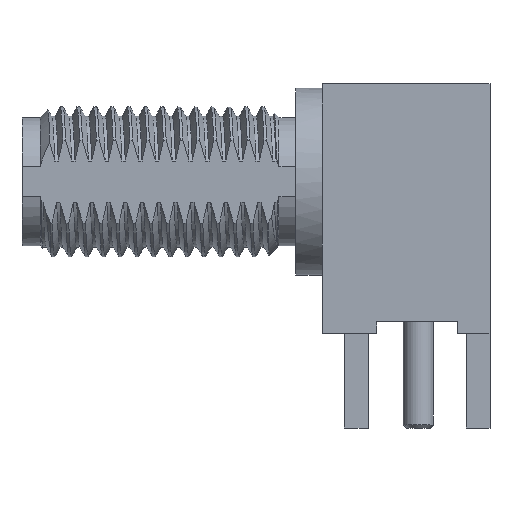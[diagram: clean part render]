
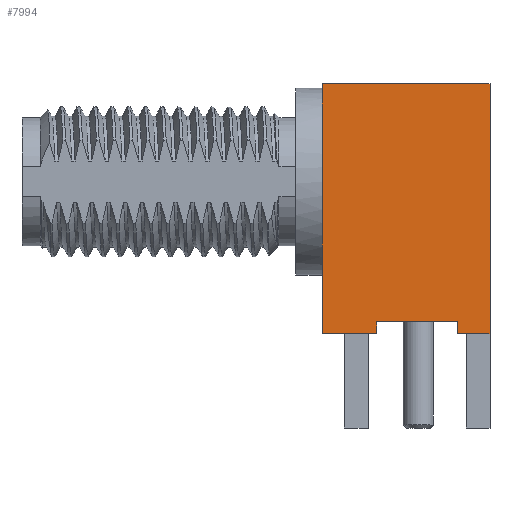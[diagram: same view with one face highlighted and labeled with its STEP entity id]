
A CAD part, top view. The second image highlights one B-rep face of the part: STEP entity #7994.
In plain terms, the highlighted planar face has unit normal (0, 0, 1).
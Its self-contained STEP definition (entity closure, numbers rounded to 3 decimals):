
#2054=DIRECTION('',(0.,1.,0.));
#2055=VECTOR('',#2054,2.37);
#2056=CARTESIAN_POINT('',(9.502,1.72,3.5));
#2057=LINE('',#2056,#2055);
#2134=DIRECTION('',(0.,1.,0.));
#2135=VECTOR('',#2134,4.63);
#2136=CARTESIAN_POINT('',(9.502,-6.35,3.5));
#2137=LINE('',#2136,#2135);
#2177=DIRECTION('',(0.,1.,0.));
#2178=VECTOR('',#2177,10.44);
#2179=CARTESIAN_POINT('',(16.502,-6.35,3.5));
#2180=LINE('',#2179,#2178);
#2184=DIRECTION('',(0.,1.,0.));
#2185=VECTOR('',#2184,0.5);
#2186=CARTESIAN_POINT('',(11.762,-6.35,3.5));
#2187=LINE('',#2186,#2185);
#2191=DIRECTION('',(1.,0.,0.));
#2192=VECTOR('',#2191,2.26);
#2193=CARTESIAN_POINT('',(9.502,-6.35,3.5));
#2194=LINE('',#2193,#2192);
#2198=DIRECTION('',(0.,-1.,0.));
#2199=VECTOR('',#2198,3.441);
#2200=CARTESIAN_POINT('',(9.502,1.72,3.5));
#2201=LINE('',#2200,#2199);
#2205=DIRECTION('',(-1.,0.,0.));
#2206=VECTOR('',#2205,7.);
#2207=CARTESIAN_POINT('',(16.502,4.09,3.5));
#2208=LINE('',#2207,#2206);
#2408=DIRECTION('',(-1.,0.,0.));
#2409=VECTOR('',#2408,1.34);
#2410=CARTESIAN_POINT('',(16.502,-6.35,3.5));
#2411=LINE('',#2410,#2409);
#2492=DIRECTION('',(-1.,0.,0.));
#2493=VECTOR('',#2492,3.4);
#2494=CARTESIAN_POINT('',(15.162,-5.85,3.5));
#2495=LINE('',#2494,#2493);
#2522=DIRECTION('',(0.,1.,0.));
#2523=VECTOR('',#2522,0.5);
#2524=CARTESIAN_POINT('',(15.162,-6.35,3.5));
#2525=LINE('',#2524,#2523);
#5660=CARTESIAN_POINT('',(9.502,1.72,3.5));
#5661=CARTESIAN_POINT('',(9.502,-1.72,3.5));
#5662=VERTEX_POINT('',#5660);
#5663=VERTEX_POINT('',#5661);
#5893=CARTESIAN_POINT('',(11.762,-5.85,3.5));
#5894=VERTEX_POINT('',#5893);
#5895=CARTESIAN_POINT('',(15.162,-5.85,3.5));
#5896=VERTEX_POINT('',#5895);
#5907=CARTESIAN_POINT('',(11.762,-6.35,3.5));
#5908=VERTEX_POINT('',#5907);
#5909=CARTESIAN_POINT('',(9.502,-6.35,3.5));
#5910=VERTEX_POINT('',#5909);
#5950=CARTESIAN_POINT('',(16.502,-6.35,3.5));
#5952=VERTEX_POINT('',#5950);
#5953=CARTESIAN_POINT('',(16.502,4.09,3.5));
#5954=VERTEX_POINT('',#5953);
#5961=CARTESIAN_POINT('',(9.502,4.09,3.5));
#5962=VERTEX_POINT('',#5961);
#5963=CARTESIAN_POINT('',(15.162,-6.35,3.5));
#5964=VERTEX_POINT('',#5963);
#7970=CARTESIAN_POINT('',(13.462,0.,3.5));
#7971=DIRECTION('',(0.,0.,1.));
#7972=DIRECTION('',(1.,0.,0.));
#7973=AXIS2_PLACEMENT_3D('',#7970,#7971,#7972);
#7974=PLANE('',#7973);
#7976=ORIENTED_EDGE('',*,*,#7975,.F.);
#7978=ORIENTED_EDGE('',*,*,#7977,.T.);
#7980=ORIENTED_EDGE('',*,*,#7979,.T.);
#7982=ORIENTED_EDGE('',*,*,#7981,.T.);
#7984=ORIENTED_EDGE('',*,*,#7983,.F.);
#7986=ORIENTED_EDGE('',*,*,#7985,.F.);
#7987=ORIENTED_EDGE('',*,*,#7953,.T.);
#7989=ORIENTED_EDGE('',*,*,#7988,.F.);
#7990=ORIENTED_EDGE('',*,*,#7897,.T.);
#7991=ORIENTED_EDGE('',*,*,#7916,.F.);
#7992=EDGE_LOOP('',(#7976,#7978,#7980,#7982,#7984,#7986,#7987,#7989,#7990,
#7991));
#7993=FACE_OUTER_BOUND('',#7992,.F.);
#7897=EDGE_CURVE('',#5662,#5962,#2057,.T.);
#7916=EDGE_CURVE('',#5954,#5962,#2208,.T.);
#7953=EDGE_CURVE('',#5910,#5663,#2137,.T.);
#7975=EDGE_CURVE('',#5952,#5954,#2180,.T.);
#7977=EDGE_CURVE('',#5952,#5964,#2411,.T.);
#7979=EDGE_CURVE('',#5964,#5896,#2525,.T.);
#7981=EDGE_CURVE('',#5896,#5894,#2495,.T.);
#7983=EDGE_CURVE('',#5908,#5894,#2187,.T.);
#7985=EDGE_CURVE('',#5910,#5908,#2194,.T.);
#7988=EDGE_CURVE('',#5662,#5663,#2201,.T.);
#7994=ADVANCED_FACE('',(#7993),#7974,.T.);
